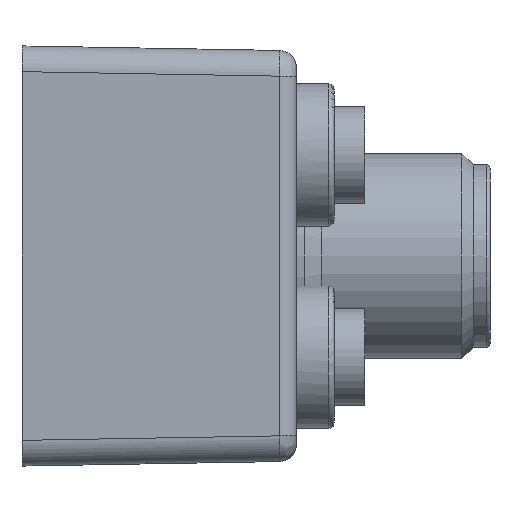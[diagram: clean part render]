
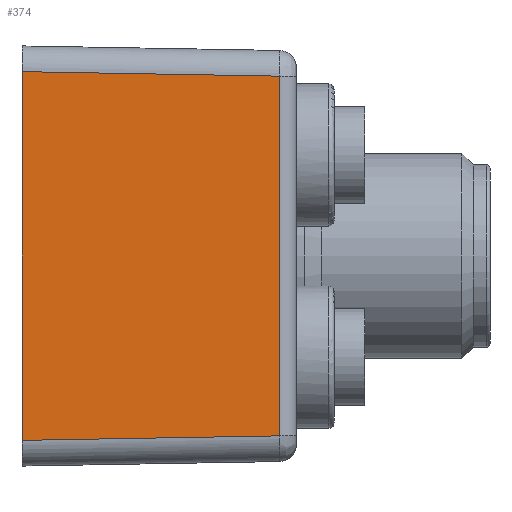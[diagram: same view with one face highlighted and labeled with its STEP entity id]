
A CAD part, left-side view. The second image highlights one B-rep face of the part: STEP entity #374.
In plain terms, the highlighted planar face has unit normal (-1, -0.018, 0).
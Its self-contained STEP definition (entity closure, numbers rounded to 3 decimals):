
#71=FACE_OUTER_BOUND('',#940,.T.);
#135=PLANE('',#2377);
#230=LINE('',#3820,#288);
#231=LINE('',#3823,#289);
#232=LINE('',#3825,#290);
#233=LINE('',#3827,#291);
#288=VECTOR('',#2800,1.);
#289=VECTOR('',#2801,1.);
#290=VECTOR('',#2802,1.);
#291=VECTOR('',#2803,1.);
#374=ADVANCED_FACE('',(#71),#135,.F.);
#940=EDGE_LOOP('',(#1311,#1312,#1313,#1314));
#1311=ORIENTED_EDGE('',*,*,#1981,.T.);
#1312=ORIENTED_EDGE('',*,*,#1982,.T.);
#1313=ORIENTED_EDGE('',*,*,#1983,.T.);
#1314=ORIENTED_EDGE('',*,*,#1984,.F.);
#1769=VERTEX_POINT('',#3821);
#1770=VERTEX_POINT('',#3822);
#1771=VERTEX_POINT('',#3824);
#1772=VERTEX_POINT('',#3826);
#1981=EDGE_CURVE('',#1769,#1770,#230,.T.);
#1982=EDGE_CURVE('',#1770,#1771,#231,.T.);
#1983=EDGE_CURVE('',#1771,#1772,#232,.T.);
#1984=EDGE_CURVE('',#1769,#1772,#233,.T.);
#2377=AXIS2_PLACEMENT_3D('',#3828,#2804,#2805);
#2800=DIRECTION('',(0.017,-1.,0.017));
#2801=DIRECTION('',(0.,0.,1.));
#2802=DIRECTION('',(-0.017,1.,0.017));
#2803=DIRECTION('',(0.,0.,1.));
#2804=DIRECTION('',(1.,0.017,0.));
#2805=DIRECTION('',(0.017,-1.,0.));
#3820=CARTESIAN_POINT('',(41.298,55.727,-5.308));
#3821=CARTESIAN_POINT('',(41.052,69.8,-5.553));
#3822=CARTESIAN_POINT('',(41.314,54.783,-5.291));
#3823=CARTESIAN_POINT('',(41.314,54.783,5.2));
#3824=CARTESIAN_POINT('',(41.314,54.783,15.691));
#3825=CARTESIAN_POINT('',(41.298,55.727,15.708));
#3826=CARTESIAN_POINT('',(41.052,69.8,15.953));
#3827=CARTESIAN_POINT('',(41.052,69.8,-6.8));
#3828=CARTESIAN_POINT('',(41.295,55.911,5.2));
